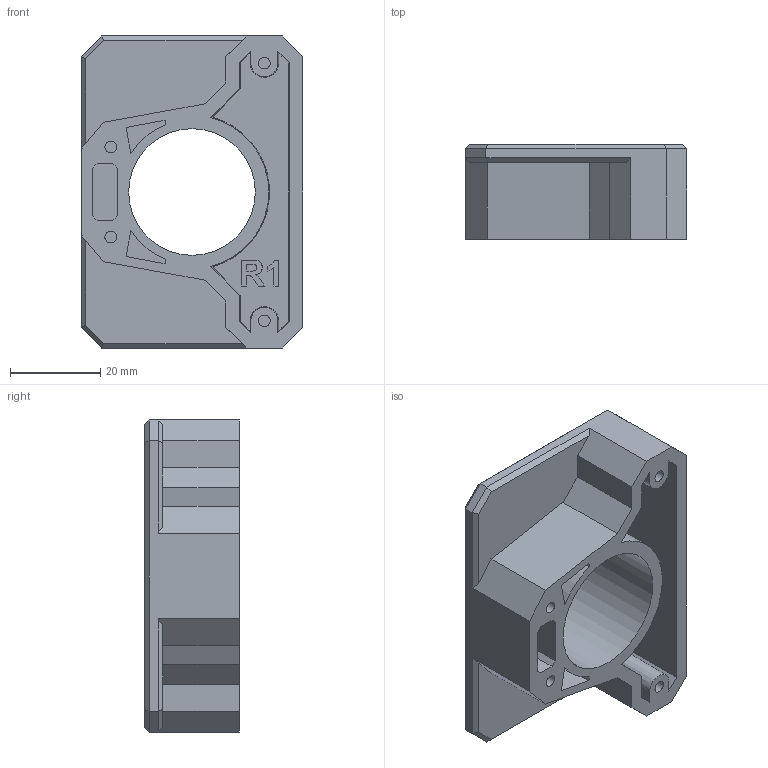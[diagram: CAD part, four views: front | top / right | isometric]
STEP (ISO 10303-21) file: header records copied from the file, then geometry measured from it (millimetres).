
FILE_DESCRIPTION(/* description */ (''),/* implementation_level */ '2;1');
FILE_NAME(/* name */ 'CW1-BUTTON_HOLDER.step',/* time_stamp */ '2019-08-13T12:51:16+02:00',/* author */ (''),/* organization */ (''),/* preprocessor_version */ 'ST-DEVELOPER v18',/* originating_system */ 'Autodesk Translation Framework v8.2.0.1029',/* authorisation */ '');
FILE_SCHEMA (('AUTOMOTIVE_DESIGN { 1 0 10303 214 3 1 1 }'));
Length unit declared in the file: millimetre
Products named in the file (1): holder button
Bounding box: 49 x 21 x 69 mm (x, y, z)
Volume: 26874.7 mm3; surface area: 16448 mm2
Topology: 1 solids, 1 shells, 121 faces, 320 edges, 212 vertices
Faces by surface type: plane 92, bspline 19, cylinder 7, cone 3
Full cylindrical faces by diameter (mm): 2.6 x4, 28 x1
Entity records: 3920 total; most frequent: CARTESIAN_POINT 985, ORIENTED_EDGE 640, DIRECTION 512, EDGE_CURVE 320, LINE 250, VECTOR 250, VERTEX_POINT 212, EDGE_LOOP 134
